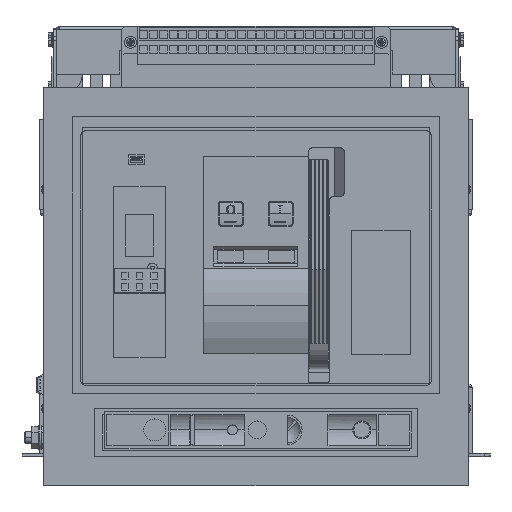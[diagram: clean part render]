
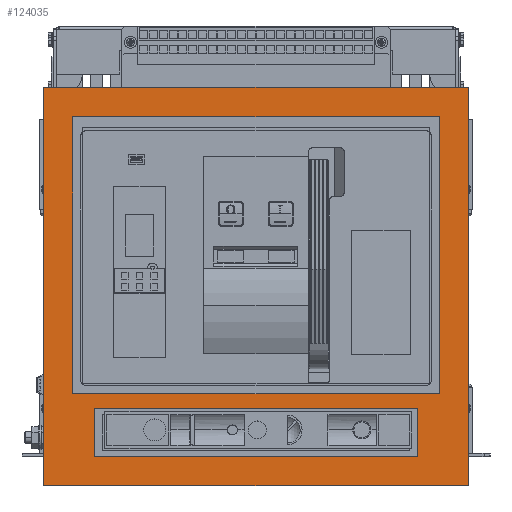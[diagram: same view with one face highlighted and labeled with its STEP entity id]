
A CAD part, top view. The second image highlights one B-rep face of the part: STEP entity #124035.
In plain terms, the highlighted planar face has unit normal (0, 0, 1).
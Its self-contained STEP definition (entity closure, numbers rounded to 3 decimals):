
#1085 = LINE ( 'NONE', #96182, #152062 ) ;
#1587 = DIRECTION ( 'NONE',  ( 0., -1., 0. ) ) ;
#4606 = DIRECTION ( 'NONE',  ( 0., 1., 0. ) ) ;
#6708 = VERTEX_POINT ( 'NONE', #144077 ) ;
#7768 = CARTESIAN_POINT ( 'NONE',  ( 184., 63., 18.8 ) ) ;
#8282 = CARTESIAN_POINT ( 'NONE',  ( 213., -29.5, 18.8 ) ) ;
#9317 = DIRECTION ( 'NONE',  ( 1., 0., 0. ) ) ;
#10170 = EDGE_LOOP ( 'NONE', ( #30750, #117073, #46359, #105728 ) ) ;
#11950 = VECTOR ( 'NONE', #23035, 1000. ) ;
#12173 = DIRECTION ( 'NONE',  ( -1., 0., 0. ) ) ;
#12640 = DIRECTION ( 'NONE',  ( 0., 1., 0. ) ) ;
#14927 = VERTEX_POINT ( 'NONE', #53407 ) ;
#15455 = EDGE_CURVE ( 'NONE', #6708, #34606, #64162, .T. ) ;
#16824 = VERTEX_POINT ( 'NONE', #87028 ) ;
#17080 = CARTESIAN_POINT ( 'NONE',  ( 213., 370.5, 18.8 ) ) ;
#19859 = ORIENTED_EDGE ( 'NONE', *, *, #84297, .F. ) ;
#23035 = DIRECTION ( 'NONE',  ( 0., 1., 0. ) ) ;
#25047 = VERTEX_POINT ( 'NONE', #79931 ) ;
#25364 = CARTESIAN_POINT ( 'NONE',  ( -184., 341., 18.8 ) ) ;
#28303 = EDGE_CURVE ( 'NONE', #72409, #126252, #79549, .T. ) ;
#29753 = LINE ( 'NONE', #89793, #78898 ) ;
#30750 = ORIENTED_EDGE ( 'NONE', *, *, #153130, .F. ) ;
#34606 = VERTEX_POINT ( 'NONE', #8282 ) ;
#34708 = CARTESIAN_POINT ( 'NONE',  ( 184., 341., 18.8 ) ) ;
#36023 = CARTESIAN_POINT ( 'NONE',  ( 162.5, 48., 18.8 ) ) ;
#38927 = LINE ( 'NONE', #17080, #134985 ) ;
#39916 = VERTEX_POINT ( 'NONE', #53389 ) ;
#40213 = VECTOR ( 'NONE', #12173, 1000. ) ;
#41889 = ORIENTED_EDGE ( 'NONE', *, *, #64988, .T. ) ;
#44570 = DIRECTION ( 'NONE',  ( 1., 0., 0. ) ) ;
#46142 = DIRECTION ( 'NONE',  ( 0., 0., 1. ) ) ;
#46359 = ORIENTED_EDGE ( 'NONE', *, *, #28303, .F. ) ;
#47722 = VECTOR ( 'NONE', #101420, 1000. ) ;
#48524 = EDGE_CURVE ( 'NONE', #104322, #6708, #97455, .T. ) ;
#49209 = EDGE_CURVE ( 'NONE', #16824, #154285, #119660, .T. ) ;
#51643 = VECTOR ( 'NONE', #9317, 1000. ) ;
#53146 = LINE ( 'NONE', #99901, #47722 ) ;
#53389 = CARTESIAN_POINT ( 'NONE',  ( 162.5, 0., 18.8 ) ) ;
#53407 = CARTESIAN_POINT ( 'NONE',  ( -162.5, 0., 18.8 ) ) ;
#55564 = CARTESIAN_POINT ( 'NONE',  ( -213., -29.5, 18.8 ) ) ;
#56839 = EDGE_CURVE ( 'NONE', #25047, #141644, #29753, .T. ) ;
#56898 = CARTESIAN_POINT ( 'NONE',  ( 213., 370.5, 18.8 ) ) ;
#57851 = PLANE ( 'NONE',  #110273 ) ;
#59583 = DIRECTION ( 'NONE',  ( 0., -1., 0. ) ) ;
#61512 = EDGE_CURVE ( 'NONE', #141644, #16824, #142241, .T. ) ;
#64162 = LINE ( 'NONE', #55564, #144091 ) ;
#64988 = EDGE_CURVE ( 'NONE', #111448, #104322, #116023, .T. ) ;
#66210 = LINE ( 'NONE', #138635, #51643 ) ;
#66640 = EDGE_LOOP ( 'NONE', ( #143276, #19859, #116473, #127695 ) ) ;
#67890 = EDGE_CURVE ( 'NONE', #34606, #111448, #38927, .T. ) ;
#68770 = EDGE_CURVE ( 'NONE', #126252, #14927, #53146, .T. ) ;
#72409 = VERTEX_POINT ( 'NONE', #145788 ) ;
#72780 = EDGE_LOOP ( 'NONE', ( #101428, #98491, #149085, #41889 ) ) ;
#78898 = VECTOR ( 'NONE', #44570, 1000. ) ;
#79549 = LINE ( 'NONE', #90492, #147372 ) ;
#79931 = CARTESIAN_POINT ( 'NONE',  ( -184., 63., 18.8 ) ) ;
#81206 = FACE_BOUND ( 'NONE', #10170, .T. ) ;
#84297 = EDGE_CURVE ( 'NONE', #154285, #25047, #1085, .T. ) ;
#87028 = CARTESIAN_POINT ( 'NONE',  ( 184., 341., 18.8 ) ) ;
#89793 = CARTESIAN_POINT ( 'NONE',  ( -184., 63., 18.8 ) ) ;
#90492 = CARTESIAN_POINT ( 'NONE',  ( -162.5, 48., 18.8 ) ) ;
#92978 = VECTOR ( 'NONE', #12640, 1000. ) ;
#93684 = DIRECTION ( 'NONE',  ( 1., 0., 0. ) ) ;
#95213 = FACE_OUTER_BOUND ( 'NONE', #72780, .T. ) ;
#96182 = CARTESIAN_POINT ( 'NONE',  ( -184., 341., 18.8 ) ) ;
#96682 = CARTESIAN_POINT ( 'NONE',  ( -213., 370.5, 18.8 ) ) ;
#97455 = LINE ( 'NONE', #96682, #114999 ) ;
#98491 = ORIENTED_EDGE ( 'NONE', *, *, #15455, .T. ) ;
#99901 = CARTESIAN_POINT ( 'NONE',  ( -162.5, 48., 18.8 ) ) ;
#101420 = DIRECTION ( 'NONE',  ( 0., -1., 0. ) ) ;
#101428 = ORIENTED_EDGE ( 'NONE', *, *, #48524, .T. ) ;
#103081 = DIRECTION ( 'NONE',  ( 1., 0., 0. ) ) ;
#104322 = VERTEX_POINT ( 'NONE', #111102 ) ;
#105728 = ORIENTED_EDGE ( 'NONE', *, *, #134374, .F. ) ;
#105863 = DIRECTION ( 'NONE',  ( -1., 0., 0. ) ) ;
#106116 = FACE_BOUND ( 'NONE', #66640, .T. ) ;
#110273 = AXIS2_PLACEMENT_3D ( 'NONE', #152890, #46142, #93684 ) ;
#111102 = CARTESIAN_POINT ( 'NONE',  ( -213., 370.5, 18.8 ) ) ;
#111448 = VERTEX_POINT ( 'NONE', #56898 ) ;
#114999 = VECTOR ( 'NONE', #1587, 1000. ) ;
#115513 = CARTESIAN_POINT ( 'NONE',  ( -184., 341., 18.8 ) ) ;
#116023 = LINE ( 'NONE', #119069, #139223 ) ;
#116473 = ORIENTED_EDGE ( 'NONE', *, *, #49209, .F. ) ;
#117073 = ORIENTED_EDGE ( 'NONE', *, *, #68770, .F. ) ;
#119069 = CARTESIAN_POINT ( 'NONE',  ( -213., 370.5, 18.8 ) ) ;
#119660 = LINE ( 'NONE', #25364, #40213 ) ;
#123190 = CARTESIAN_POINT ( 'NONE',  ( -162.5, 48., 18.8 ) ) ;
#124035 = ADVANCED_FACE ( 'NONE', ( #106116, #95213, #81206 ), #57851, .T. ) ;
#126252 = VERTEX_POINT ( 'NONE', #123190 ) ;
#127067 = DIRECTION ( 'NONE',  ( -1., 0., 0. ) ) ;
#127695 = ORIENTED_EDGE ( 'NONE', *, *, #61512, .F. ) ;
#134374 = EDGE_CURVE ( 'NONE', #39916, #72409, #143537, .T. ) ;
#134985 = VECTOR ( 'NONE', #4606, 1000. ) ;
#138635 = CARTESIAN_POINT ( 'NONE',  ( -162.5, 0., 18.8 ) ) ;
#139223 = VECTOR ( 'NONE', #105863, 1000. ) ;
#141644 = VERTEX_POINT ( 'NONE', #7768 ) ;
#142241 = LINE ( 'NONE', #34708, #11950 ) ;
#143276 = ORIENTED_EDGE ( 'NONE', *, *, #56839, .F. ) ;
#143537 = LINE ( 'NONE', #36023, #92978 ) ;
#144077 = CARTESIAN_POINT ( 'NONE',  ( -213., -29.5, 18.8 ) ) ;
#144091 = VECTOR ( 'NONE', #103081, 1000. ) ;
#145788 = CARTESIAN_POINT ( 'NONE',  ( 162.5, 48., 18.8 ) ) ;
#147372 = VECTOR ( 'NONE', #127067, 1000. ) ;
#149085 = ORIENTED_EDGE ( 'NONE', *, *, #67890, .T. ) ;
#152062 = VECTOR ( 'NONE', #59583, 1000. ) ;
#152890 = CARTESIAN_POINT ( 'NONE',  ( 0., 0., 18.8 ) ) ;
#153130 = EDGE_CURVE ( 'NONE', #14927, #39916, #66210, .T. ) ;
#154285 = VERTEX_POINT ( 'NONE', #115513 ) ;
